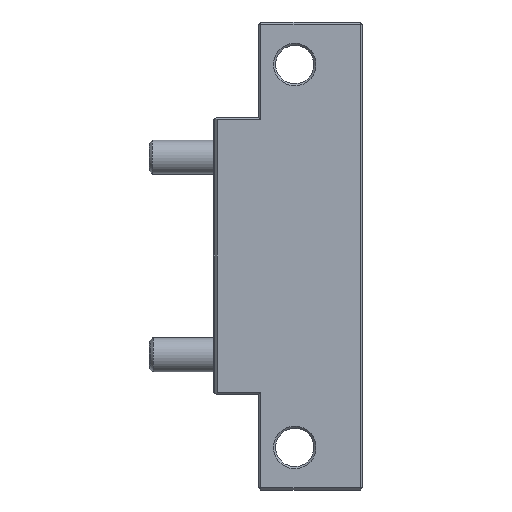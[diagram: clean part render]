
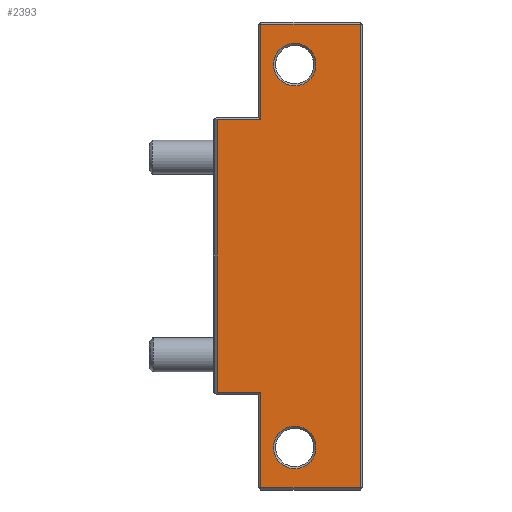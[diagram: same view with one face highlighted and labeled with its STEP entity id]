
A CAD part, front view. The second image highlights one B-rep face of the part: STEP entity #2393.
In plain terms, the highlighted planar face has unit normal (0, -1, 0).
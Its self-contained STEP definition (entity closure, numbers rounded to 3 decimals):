
#118=LINE('',#3738,#314);
#123=LINE('',#3748,#319);
#124=LINE('',#3750,#320);
#125=LINE('',#3752,#321);
#126=LINE('',#3754,#322);
#127=LINE('',#3756,#323);
#128=LINE('',#3758,#324);
#129=LINE('',#3759,#325);
#314=VECTOR('',#2997,10.);
#319=VECTOR('',#3004,10.);
#320=VECTOR('',#3005,10.);
#321=VECTOR('',#3006,10.);
#322=VECTOR('',#3007,10.);
#323=VECTOR('',#3008,10.);
#324=VECTOR('',#3009,10.);
#325=VECTOR('',#3010,10.);
#492=FACE_BOUND('',#695,.T.);
#493=FACE_BOUND('',#696,.T.);
#554=FACE_OUTER_BOUND('',#694,.T.);
#694=EDGE_LOOP('',(#1703,#1704,#1705,#1706,#1707,#1708,#1709,#1710));
#695=EDGE_LOOP('',(#1711));
#696=EDGE_LOOP('',(#1712));
#852=CIRCLE('',#2603,5.);
#853=CIRCLE('',#2604,5.);
#999=VERTEX_POINT('',#3735);
#1000=VERTEX_POINT('',#3737);
#1004=VERTEX_POINT('',#3747);
#1005=VERTEX_POINT('',#3749);
#1006=VERTEX_POINT('',#3751);
#1007=VERTEX_POINT('',#3753);
#1008=VERTEX_POINT('',#3755);
#1009=VERTEX_POINT('',#3757);
#1010=VERTEX_POINT('',#3760);
#1011=VERTEX_POINT('',#3762);
#1250=EDGE_CURVE('',#999,#1000,#118,.T.);
#1255=EDGE_CURVE('',#1004,#999,#123,.T.);
#1256=EDGE_CURVE('',#1005,#1004,#124,.T.);
#1257=EDGE_CURVE('',#1006,#1005,#125,.T.);
#1258=EDGE_CURVE('',#1007,#1006,#126,.T.);
#1259=EDGE_CURVE('',#1008,#1007,#127,.T.);
#1260=EDGE_CURVE('',#1009,#1008,#128,.T.);
#1261=EDGE_CURVE('',#1000,#1009,#129,.T.);
#1262=EDGE_CURVE('',#1010,#1010,#852,.T.);
#1263=EDGE_CURVE('',#1011,#1011,#853,.T.);
#1703=ORIENTED_EDGE('',*,*,#1250,.F.);
#1704=ORIENTED_EDGE('',*,*,#1255,.F.);
#1705=ORIENTED_EDGE('',*,*,#1256,.F.);
#1706=ORIENTED_EDGE('',*,*,#1257,.F.);
#1707=ORIENTED_EDGE('',*,*,#1258,.F.);
#1708=ORIENTED_EDGE('',*,*,#1259,.F.);
#1709=ORIENTED_EDGE('',*,*,#1260,.F.);
#1710=ORIENTED_EDGE('',*,*,#1261,.F.);
#1711=ORIENTED_EDGE('',*,*,#1262,.F.);
#1712=ORIENTED_EDGE('',*,*,#1263,.F.);
#2156=PLANE('',#2602);
#2393=ADVANCED_FACE('',(#554,#492,#493),#2156,.T.);
#2602=AXIS2_PLACEMENT_3D('',#3746,#3002,#3003);
#2603=AXIS2_PLACEMENT_3D('',#3761,#3011,#3012);
#2604=AXIS2_PLACEMENT_3D('',#3763,#3013,#3014);
#2997=DIRECTION('',(0.,0.,1.));
#3002=DIRECTION('center_axis',(0.,-1.,0.));
#3003=DIRECTION('ref_axis',(1.,0.,0.));
#3004=DIRECTION('',(-1.,0.,0.));
#3005=DIRECTION('',(0.,0.,1.));
#3006=DIRECTION('',(-1.,0.,0.));
#3007=DIRECTION('',(0.,0.,-1.));
#3008=DIRECTION('',(1.,0.,0.));
#3009=DIRECTION('',(0.,0.,1.));
#3010=DIRECTION('',(1.,0.,0.));
#3011=DIRECTION('center_axis',(0.,-1.,0.));
#3012=DIRECTION('ref_axis',(1.,0.,0.));
#3013=DIRECTION('center_axis',(0.,-1.,0.));
#3014=DIRECTION('ref_axis',(1.,0.,0.));
#3735=CARTESIAN_POINT('',(0.75,0.,23.));
#3737=CARTESIAN_POINT('',(0.75,0.,87.));
#3738=CARTESIAN_POINT('',(0.75,0.,43.75));
#3746=CARTESIAN_POINT('Origin',(0.,0.,0.));
#3747=CARTESIAN_POINT('',(11.,0.,23.));
#3748=CARTESIAN_POINT('',(5.,0.,23.));
#3749=CARTESIAN_POINT('',(11.,0.,0.5));
#3750=CARTESIAN_POINT('',(11.,0.,0.));
#3751=CARTESIAN_POINT('',(34.5,0.,0.5));
#3752=CARTESIAN_POINT('',(5.,0.,0.5));
#3753=CARTESIAN_POINT('',(34.5,0.,109.5));
#3754=CARTESIAN_POINT('',(34.5,0.,0.));
#3755=CARTESIAN_POINT('',(11.,0.,109.5));
#3756=CARTESIAN_POINT('',(5.,0.,109.5));
#3757=CARTESIAN_POINT('',(11.,0.,87.));
#3758=CARTESIAN_POINT('',(11.,0.,43.75));
#3759=CARTESIAN_POINT('',(0.,0.,87.));
#3760=CARTESIAN_POINT('',(14.,0.,10.));
#3761=CARTESIAN_POINT('Origin',(19.,0.,10.));
#3762=CARTESIAN_POINT('',(14.,0.,100.));
#3763=CARTESIAN_POINT('Origin',(19.,0.,100.));
